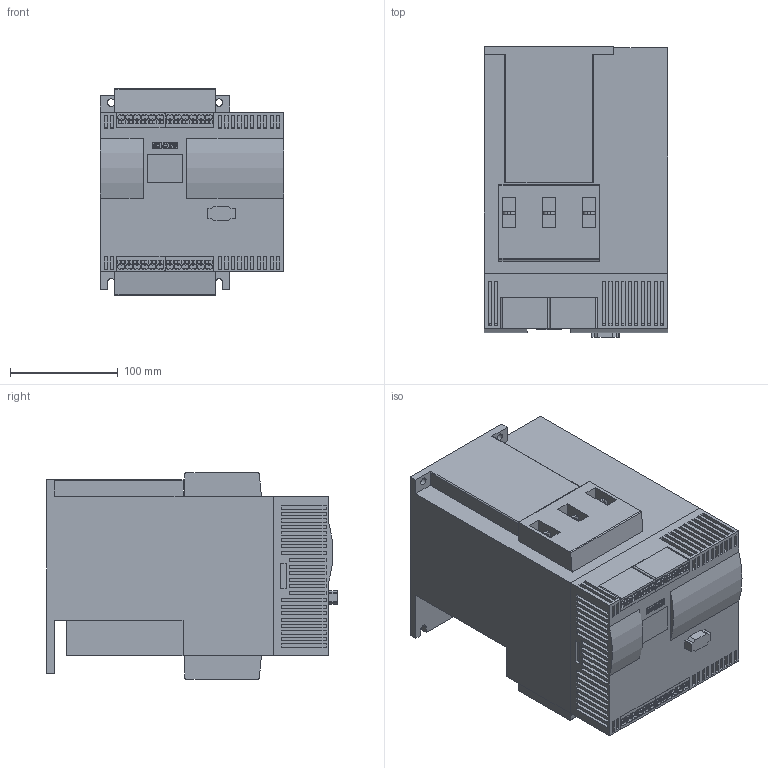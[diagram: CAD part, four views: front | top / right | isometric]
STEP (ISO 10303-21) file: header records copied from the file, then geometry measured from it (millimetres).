
FILE_DESCRIPTION(('no description'),'unknown implementation level');
FILE_NAME('3RW44223BC34.STEP',' ',('CADClick, version 2.3.8, www.CADClick.com, licensed to SIEMENS A&D'),('ccLab - KiM Gmbh - www.kimweb.de'),'unknown preprocess','ACIS','unknown authorization');
FILE_SCHEMA(('automotive_design'));
Length unit declared in the file: millimetre
Products named in the file (9): 1; 2; 3; 4; 5; 6; 7; 8; 9
Bounding box: 170 x 269.7 x 191.4 mm (x, y, z)
Volume: 6439142.1 mm3; surface area: 434292.4 mm2
Topology: 9 solids, 9 shells, 1231 faces, 3261 edges, 2172 vertices
Faces by surface type: plane 951, cylinder 280
Entity records: 75256 total; most frequent: STYLED_ITEM 6673, PRESENTATION_STYLE_ASSIGNMENT 6673, CARTESIAN_POINT 6673, COLOUR_RGB 6673, ORIENTED_EDGE 6522, DIRECTION 6301, EDGE_CURVE 3261, CURVE_STYLE 3261
